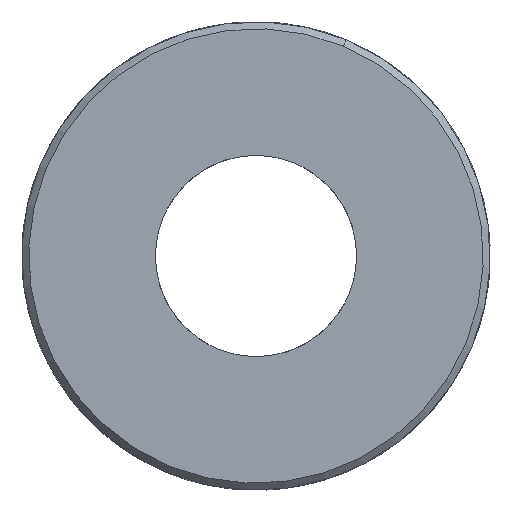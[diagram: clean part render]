
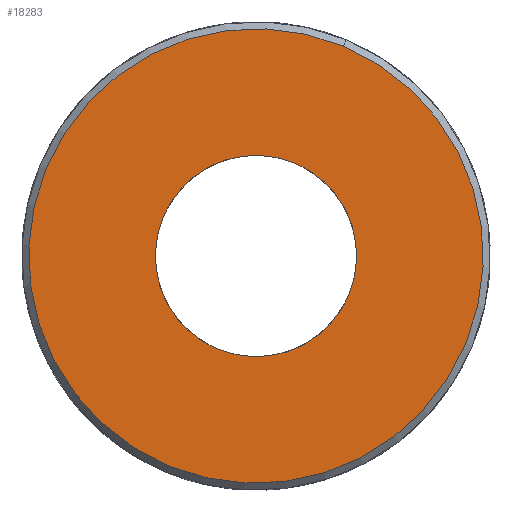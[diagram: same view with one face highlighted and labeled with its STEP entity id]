
A CAD part, left-side view. The second image highlights one B-rep face of the part: STEP entity #18283.
In plain terms, the highlighted face is planar.
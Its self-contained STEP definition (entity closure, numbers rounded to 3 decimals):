
#17689=CARTESIAN_POINT('',(0.,0.,0.));
#17690=DIRECTION('',(0.,0.,1.));
#17691=DIRECTION('',(-1.,0.,0.));
#17692=AXIS2_PLACEMENT_3D('',#17689,#17690,#17691);
#17694=CARTESIAN_POINT('',(0.,0.,0.));
#17695=DIRECTION('',(0.,0.,1.));
#17696=DIRECTION('',(1.,0.,0.));
#17697=AXIS2_PLACEMENT_3D('',#17694,#17695,#17696);
#18123=CARTESIAN_POINT('',(0.,0.,0.));
#18124=DIRECTION('',(0.,0.,1.));
#18125=DIRECTION('',(-1.,0.,0.));
#18126=AXIS2_PLACEMENT_3D('',#18123,#18124,#18125);
#18132=CARTESIAN_POINT('',(0.,0.,0.));
#18133=DIRECTION('',(0.,0.,1.));
#18134=DIRECTION('',(1.,0.,0.));
#18135=AXIS2_PLACEMENT_3D('',#18132,#18133,#18134);
#18146=CARTESIAN_POINT('',(65.5,0.,0.));
#18147=CARTESIAN_POINT('',(-65.5,0.,0.));
#18148=VERTEX_POINT('',#18146);
#18149=VERTEX_POINT('',#18147);
#18172=CARTESIAN_POINT('',(29.,0.,0.));
#18173=CARTESIAN_POINT('',(-29.,0.,0.));
#18174=VERTEX_POINT('',#18172);
#18175=VERTEX_POINT('',#18173);
#18267=CARTESIAN_POINT('',(0.,0.,0.));
#18268=DIRECTION('',(0.,0.,1.));
#18269=DIRECTION('',(1.,0.,0.));
#18270=AXIS2_PLACEMENT_3D('',#18267,#18268,#18269);
#18271=PLANE('',#18270);
#18273=ORIENTED_EDGE('',*,*,#18272,.T.);
#18274=ORIENTED_EDGE('',*,*,#18256,.T.);
#18275=EDGE_LOOP('',(#18273,#18274));
#18276=FACE_OUTER_BOUND('',#18275,.F.);
#18278=ORIENTED_EDGE('',*,*,#18277,.F.);
#18280=ORIENTED_EDGE('',*,*,#18279,.F.);
#18281=EDGE_LOOP('',(#18278,#18280));
#18282=FACE_BOUND('',#18281,.F.);
#18283=ADVANCED_FACE('',(#18276,#18282),#18271,.F.);
#17693=CIRCLE('',#17692,65.5);
#17698=CIRCLE('',#17697,65.5);
#18127=CIRCLE('',#18126,29.);
#18136=CIRCLE('',#18135,29.);
#18256=EDGE_CURVE('',#18148,#18149,#17698,.T.);
#18272=EDGE_CURVE('',#18149,#18148,#17693,.T.);
#18277=EDGE_CURVE('',#18174,#18175,#18136,.T.);
#18279=EDGE_CURVE('',#18175,#18174,#18127,.T.);
